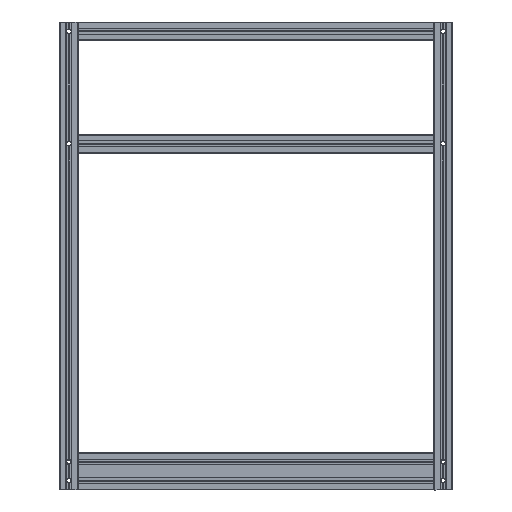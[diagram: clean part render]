
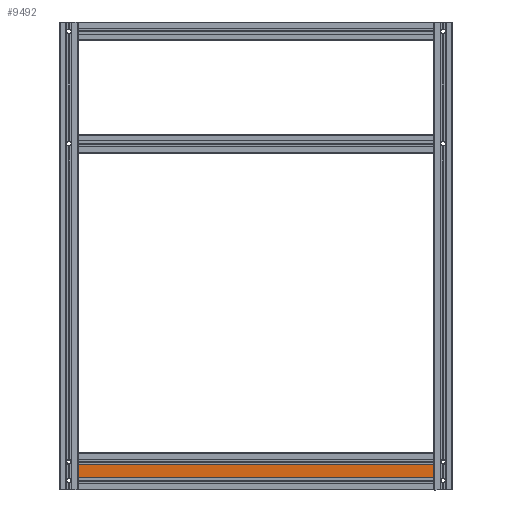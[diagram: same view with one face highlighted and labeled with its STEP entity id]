
A CAD part, front view. The second image highlights one B-rep face of the part: STEP entity #9492.
In plain terms, the highlighted face is planar.
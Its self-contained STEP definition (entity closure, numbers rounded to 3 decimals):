
#370=FACE_OUTER_BOUND('',#833,.T.);
#833=EDGE_LOOP('',(#6496,#6497,#6498,#6499));
#1546=LINE('',#13743,#2725);
#1547=LINE('',#13745,#2726);
#1548=LINE('',#13747,#2727);
#1549=LINE('',#13748,#2728);
#2725=VECTOR('',#11026,10.);
#2726=VECTOR('',#11027,1000.);
#2727=VECTOR('',#11028,1000.);
#2728=VECTOR('',#11029,1000.);
#3853=VERTEX_POINT('',#13741);
#3854=VERTEX_POINT('',#13742);
#3855=VERTEX_POINT('',#13744);
#3856=VERTEX_POINT('',#13746);
#4872=EDGE_CURVE('',#3853,#3854,#1546,.T.);
#4873=EDGE_CURVE('',#3855,#3853,#1547,.T.);
#4874=EDGE_CURVE('',#3855,#3856,#1548,.T.);
#4875=EDGE_CURVE('',#3856,#3854,#1549,.T.);
#6496=ORIENTED_EDGE('',*,*,#4872,.F.);
#6497=ORIENTED_EDGE('',*,*,#4873,.F.);
#6498=ORIENTED_EDGE('',*,*,#4874,.T.);
#6499=ORIENTED_EDGE('',*,*,#4875,.T.);
#9070=PLANE('',#10028);
#9492=ADVANCED_FACE('',(#370),#9070,.T.);
#10028=AXIS2_PLACEMENT_3D('',#13740,#11024,#11025);
#11024=DIRECTION('center_axis',(-1.,0.,0.));
#11025=DIRECTION('ref_axis',(0.,0.,1.));
#11026=DIRECTION('',(0.,-1.,0.));
#11027=DIRECTION('',(0.,0.,1.));
#11028=DIRECTION('',(0.,-1.,0.));
#11029=DIRECTION('',(0.,0.,1.));
#13740=CARTESIAN_POINT('Origin',(-10.,7.,0.));
#13741=CARTESIAN_POINT('',(-10.,7.,380.));
#13742=CARTESIAN_POINT('',(-10.,-7.,380.));
#13743=CARTESIAN_POINT('',(-10.,-6.,380.));
#13744=CARTESIAN_POINT('',(-10.,7.,0.));
#13745=CARTESIAN_POINT('',(-10.,7.,0.));
#13746=CARTESIAN_POINT('',(-10.,-7.,0.));
#13747=CARTESIAN_POINT('',(-10.,7.,0.));
#13748=CARTESIAN_POINT('',(-10.,-7.,0.));
